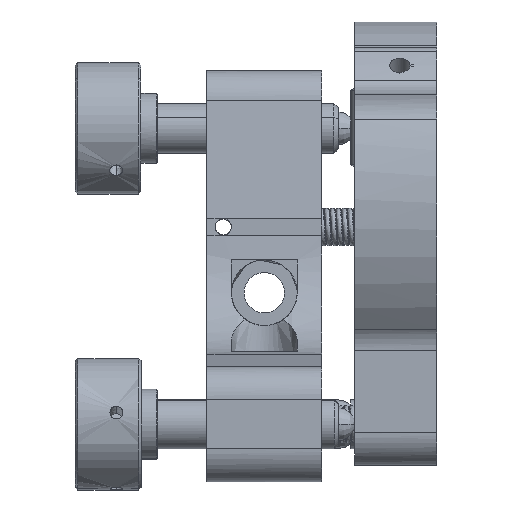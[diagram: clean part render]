
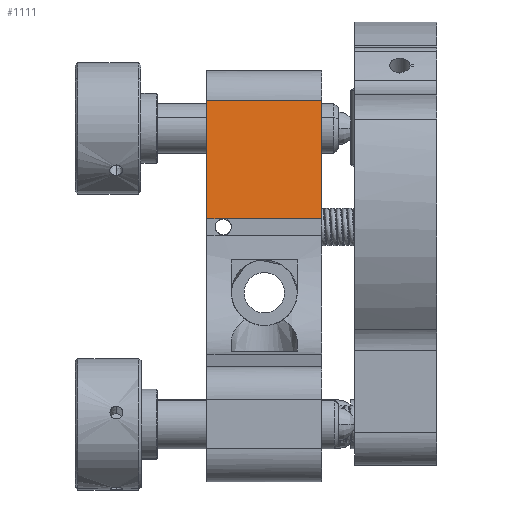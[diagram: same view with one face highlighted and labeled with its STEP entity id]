
A CAD part, left-side view. The second image highlights one B-rep face of the part: STEP entity #1111.
In plain terms, the highlighted free-form (B-spline) face has degree [1, 1] with [2, 2] control points.
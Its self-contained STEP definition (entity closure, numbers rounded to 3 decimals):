
#1111=ADVANCED_FACE('',(#1882),#28303,.T.);
#1882=FACE_OUTER_BOUND('',#2707,.T.);
#2707=EDGE_LOOP('',(#5930,#5931,#5932,#5933,#5934));
#5930=ORIENTED_EDGE('',*,*,#24660,.T.);
#5931=ORIENTED_EDGE('',*,*,#24661,.T.);
#5932=ORIENTED_EDGE('',*,*,#24662,.T.);
#5933=ORIENTED_EDGE('',*,*,#24577,.F.);
#5934=ORIENTED_EDGE('',*,*,#24583,.F.);
#10059=PCURVE('',#28281,#14306);
#10065=PCURVE('',#28282,#14312);
#10177=PCURVE('',#28303,#14424);
#10178=PCURVE('',#28303,#14425);
#10179=PCURVE('',#28303,#14426);
#10180=PCURVE('',#28303,#14427);
#10181=PCURVE('',#28303,#14428);
#10182=PCURVE('',#28567,#14429);
#10470=PCURVE('',#28317,#14717);
#10491=PCURVE('',#28318,#14738);
#14306=DEFINITIONAL_REPRESENTATION('',(#19349),#107746);
#14312=DEFINITIONAL_REPRESENTATION('',(#19359),#107746);
#14424=DEFINITIONAL_REPRESENTATION('',(#19519),#107746);
#14425=DEFINITIONAL_REPRESENTATION('',(#19521),#107746);
#14426=DEFINITIONAL_REPRESENTATION('',(#19523),#107746);
#14427=DEFINITIONAL_REPRESENTATION('',(#19524),#107746);
#14428=DEFINITIONAL_REPRESENTATION('',(#19525),#107746);
#14429=DEFINITIONAL_REPRESENTATION('',(#19526),#107746);
#14717=DEFINITIONAL_REPRESENTATION('',(#19813),#107746);
#14738=DEFINITIONAL_REPRESENTATION('',(#19818),#107746);
#19348=B_SPLINE_CURVE_WITH_KNOTS('',1,(#47450,#47451),.UNSPECIFIED.,.F.,
 .F.,(2,2),(-2.,0.),.UNSPECIFIED.);
#19349=B_SPLINE_CURVE_WITH_KNOTS('',1,(#47452,#47453),.UNSPECIFIED.,.F.,
 .F.,(2,2),(-2.,0.),.UNSPECIFIED.);
#19358=B_SPLINE_CURVE_WITH_KNOTS('',1,(#47480,#47481),.UNSPECIFIED.,.F.,
 .F.,(2,2),(-12.,0.),.UNSPECIFIED.);
#19359=B_SPLINE_CURVE_WITH_KNOTS('',1,(#47482,#47483),.UNSPECIFIED.,.F.,
 .F.,(2,2),(-12.,0.),.UNSPECIFIED.);
#19518=B_SPLINE_CURVE_WITH_KNOTS('',1,(#48192,#48193),.UNSPECIFIED.,.F.,
 .F.,(2,2),(0.,14.5),.UNSPECIFIED.);
#19519=B_SPLINE_CURVE_WITH_KNOTS('',1,(#48194,#48195),.UNSPECIFIED.,.F.,
 .F.,(2,2),(0.,14.5),.UNSPECIFIED.);
#19520=B_SPLINE_CURVE_WITH_KNOTS('',1,(#48196,#48197),.UNSPECIFIED.,.F.,
 .F.,(2,2),(0.,14.),.UNSPECIFIED.);
#19521=B_SPLINE_CURVE_WITH_KNOTS('',1,(#48198,#48199),.UNSPECIFIED.,.F.,
 .F.,(2,2),(0.,14.),.UNSPECIFIED.);
#19522=B_SPLINE_CURVE_WITH_KNOTS('',1,(#48200,#48201),.UNSPECIFIED.,.F.,
 .F.,(2,2),(-14.5,0.),.UNSPECIFIED.);
#19523=B_SPLINE_CURVE_WITH_KNOTS('',1,(#48202,#48203),.UNSPECIFIED.,.F.,
 .F.,(2,2),(-14.5,0.),.UNSPECIFIED.);
#19524=B_SPLINE_CURVE_WITH_KNOTS('',1,(#48204,#48205),.UNSPECIFIED.,.F.,
 .F.,(2,2),(-2.,0.),.UNSPECIFIED.);
#19525=B_SPLINE_CURVE_WITH_KNOTS('',1,(#48206,#48207),.UNSPECIFIED.,.F.,
 .F.,(2,2),(-12.,0.),.UNSPECIFIED.);
#19526=B_SPLINE_CURVE_WITH_KNOTS('',1,(#48208,#48209),.UNSPECIFIED.,.F.,
 .F.,(2,2),(0.,14.),.UNSPECIFIED.);
#19813=B_SPLINE_CURVE_WITH_KNOTS('',1,(#49654,#49655),.UNSPECIFIED.,.F.,
 .F.,(2,2),(-14.5,0.),.UNSPECIFIED.);
#19818=B_SPLINE_CURVE_WITH_KNOTS('',1,(#49732,#49733),.UNSPECIFIED.,.F.,
 .F.,(2,2),(0.,14.5),.UNSPECIFIED.);
#22393=SURFACE_CURVE('',#19348,(#10059,#10180),.PCURVE_S1.);
#22399=SURFACE_CURVE('',#19358,(#10065,#10181),.PCURVE_S1.);
#22476=SURFACE_CURVE('',#19518,(#10177,#10491),.PCURVE_S1.);
#22477=SURFACE_CURVE('',#19520,(#10178,#10182),.PCURVE_S1.);
#22478=SURFACE_CURVE('',#19522,(#10179,#10470),.PCURVE_S1.);
#24577=EDGE_CURVE('',#27448,#27449,#22393,.T.);
#24583=EDGE_CURVE('',#27452,#27448,#22399,.T.);
#24660=EDGE_CURVE('',#27452,#27507,#22476,.T.);
#24661=EDGE_CURVE('',#27507,#27508,#22477,.T.);
#24662=EDGE_CURVE('',#27508,#27449,#22478,.T.);
#27448=VERTEX_POINT('',#47249);
#27449=VERTEX_POINT('',#47250);
#27452=VERTEX_POINT('',#47253);
#27507=VERTEX_POINT('',#47308);
#27508=VERTEX_POINT('',#47309);
#28281=B_SPLINE_SURFACE_WITH_KNOTS('',1,1,((#46272,#46273),(#46274,#46275)),
 .UNSPECIFIED.,.F.,.F.,.F.,(2,2),(2,2),(0.,2.64),
(-2.64,0.),.UNSPECIFIED.);
#28282=B_SPLINE_SURFACE_WITH_KNOTS('',1,1,((#46276,#46277),(#46278,#46279)),
 .UNSPECIFIED.,.F.,.F.,.F.,(2,2),(2,2),(0.,2.64),
(-14.64,0.),.UNSPECIFIED.);
#28303=B_SPLINE_SURFACE_WITH_KNOTS('',1,1,((#46496,#46497),(#46498,#46499)),
 .UNSPECIFIED.,.F.,.F.,.F.,(2,2),(2,2),(0.,17.664),
(-17.04,0.),.UNSPECIFIED.);
#28317=B_SPLINE_SURFACE_WITH_KNOTS('',1,1,((#47236,#47237),(#47238,#47239)),
 .UNSPECIFIED.,.F.,.F.,.F.,(2,2),(2,2),(0.,60.24),(0.,
60.24),.UNSPECIFIED.);
#28318=B_SPLINE_SURFACE_WITH_KNOTS('',1,1,((#47240,#47241),(#47242,#47243)),
 .UNSPECIFIED.,.F.,.F.,.F.,(2,2),(2,2),(-60.24,0.),(0.,
60.24),.UNSPECIFIED.);
#28567=(
BOUNDED_SURFACE()
B_SPLINE_SURFACE(2,1,((#46500,#46501),(#46502,#46503),(#46504,#46505),(#46506,
#46507),(#46508,#46509),(#46510,#46511),(#46512,#46513),(#46514,#46515),
(#46516,#46517)),.UNSPECIFIED.,.T.,.F.,.F.)
B_SPLINE_SURFACE_WITH_KNOTS((3,2,2,2,3),(2,2),(0.,1.571,3.142,
4.712,6.283),(0.,17.04),.UNSPECIFIED.)
GEOMETRIC_REPRESENTATION_ITEM()
RATIONAL_B_SPLINE_SURFACE(((1.,1.),(0.707,0.707),
(1.,1.),(0.707,0.707),(1.,1.),(0.707,
0.707),(1.,1.),(0.707,0.707),(1.,1.)))
REPRESENTATION_ITEM('')
SURFACE()
);
#46272=CARTESIAN_POINT('',(-4.471,3.193,11.68));
#46273=CARTESIAN_POINT('',(-4.471,3.193,14.32));
#46274=CARTESIAN_POINT('',(-4.471,5.833,11.68));
#46275=CARTESIAN_POINT('',(-4.471,5.833,14.32));
#46276=CARTESIAN_POINT('',(-4.471,3.193,-1.32));
#46277=CARTESIAN_POINT('',(-4.471,3.193,13.32));
#46278=CARTESIAN_POINT('',(-4.471,5.833,-1.32));
#46279=CARTESIAN_POINT('',(-4.471,5.833,13.32));
#46496=CARTESIAN_POINT('',(-4.305,3.939,-1.52));
#46497=CARTESIAN_POINT('',(-4.305,3.939,15.52));
#46498=CARTESIAN_POINT('',(-6.159,21.506,-1.52));
#46499=CARTESIAN_POINT('',(-6.159,21.506,15.52));
#46500=CARTESIAN_POINT('',(-5.971,19.513,-1.52));
#46501=CARTESIAN_POINT('',(-5.971,19.513,15.52));
#46502=CARTESIAN_POINT('',(-5.971,23.513,-1.52));
#46503=CARTESIAN_POINT('',(-5.971,23.513,15.52));
#46504=CARTESIAN_POINT('',(-9.971,23.513,-1.52));
#46505=CARTESIAN_POINT('',(-9.971,23.513,15.52));
#46506=CARTESIAN_POINT('',(-13.971,23.513,-1.52));
#46507=CARTESIAN_POINT('',(-13.971,23.513,15.52));
#46508=CARTESIAN_POINT('',(-13.971,19.513,-1.52));
#46509=CARTESIAN_POINT('',(-13.971,19.513,15.52));
#46510=CARTESIAN_POINT('',(-13.971,15.513,-1.52));
#46511=CARTESIAN_POINT('',(-13.971,15.513,15.52));
#46512=CARTESIAN_POINT('',(-9.971,15.513,-1.52));
#46513=CARTESIAN_POINT('',(-9.971,15.513,15.52));
#46514=CARTESIAN_POINT('',(-5.971,15.513,-1.52));
#46515=CARTESIAN_POINT('',(-5.971,15.513,15.52));
#46516=CARTESIAN_POINT('',(-5.971,19.513,-1.52));
#46517=CARTESIAN_POINT('',(-5.971,19.513,15.52));
#47236=CARTESIAN_POINT('',(-25.091,-31.607,14.));
#47237=CARTESIAN_POINT('',(-25.091,28.633,14.));
#47238=CARTESIAN_POINT('',(35.149,-31.607,14.));
#47239=CARTESIAN_POINT('',(35.149,28.633,14.));
#47240=CARTESIAN_POINT('',(35.149,-31.607,0.));
#47241=CARTESIAN_POINT('',(35.149,28.633,0.));
#47242=CARTESIAN_POINT('',(-25.091,-31.607,0.));
#47243=CARTESIAN_POINT('',(-25.091,28.633,0.));
#47249=CARTESIAN_POINT('',(-4.471,5.513,12.));
#47250=CARTESIAN_POINT('',(-4.471,5.513,14.));
#47253=CARTESIAN_POINT('',(-4.471,5.513,0.));
#47308=CARTESIAN_POINT('',(-5.993,19.932,0.));
#47309=CARTESIAN_POINT('',(-5.993,19.932,14.));
#47450=CARTESIAN_POINT('',(-4.471,5.513,12.));
#47451=CARTESIAN_POINT('',(-4.471,5.513,14.));
#47452=CARTESIAN_POINT('',(2.32,-2.32));
#47453=CARTESIAN_POINT('',(2.32,-0.32));
#47480=CARTESIAN_POINT('',(-4.471,5.513,0.));
#47481=CARTESIAN_POINT('',(-4.471,5.513,12.));
#47482=CARTESIAN_POINT('',(2.32,-13.32));
#47483=CARTESIAN_POINT('',(2.32,-1.32));
#48192=CARTESIAN_POINT('',(-4.471,5.513,0.));
#48193=CARTESIAN_POINT('',(-5.993,19.932,0.));
#48194=CARTESIAN_POINT('',(1.582,-15.52));
#48195=CARTESIAN_POINT('',(16.082,-15.52));
#48196=CARTESIAN_POINT('',(-5.993,19.932,0.));
#48197=CARTESIAN_POINT('',(-5.993,19.932,14.));
#48198=CARTESIAN_POINT('',(16.082,-15.52));
#48199=CARTESIAN_POINT('',(16.082,-1.52));
#48200=CARTESIAN_POINT('',(-5.993,19.932,14.));
#48201=CARTESIAN_POINT('',(-4.471,5.513,14.));
#48202=CARTESIAN_POINT('',(16.082,-1.52));
#48203=CARTESIAN_POINT('',(1.582,-1.52));
#48204=CARTESIAN_POINT('',(1.582,-3.52));
#48205=CARTESIAN_POINT('',(1.582,-1.52));
#48206=CARTESIAN_POINT('',(1.582,-15.52));
#48207=CARTESIAN_POINT('',(1.582,-3.52));
#48208=CARTESIAN_POINT('',(0.114,1.52));
#48209=CARTESIAN_POINT('',(0.114,15.52));
#49654=CARTESIAN_POINT('',(19.098,51.54));
#49655=CARTESIAN_POINT('',(20.62,37.12));
#49732=CARTESIAN_POINT('',(-20.62,37.12));
#49733=CARTESIAN_POINT('',(-19.098,51.54));
#107746=(
GEOMETRIC_REPRESENTATION_CONTEXT(2)
PARAMETRIC_REPRESENTATION_CONTEXT()
REPRESENTATION_CONTEXT('pspace','')
);
